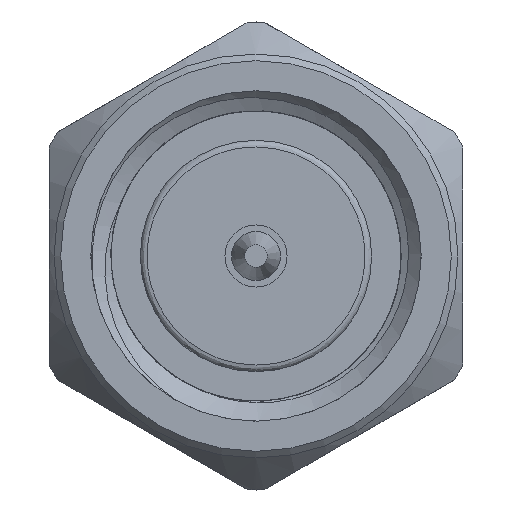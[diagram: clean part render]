
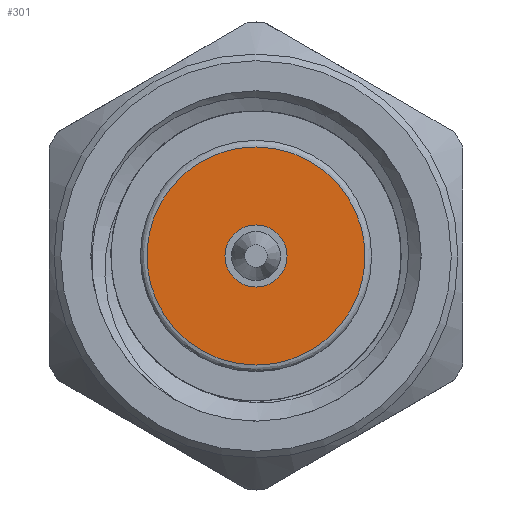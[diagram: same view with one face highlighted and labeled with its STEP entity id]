
A CAD part, left-side view. The second image highlights one B-rep face of the part: STEP entity #301.
In plain terms, the highlighted planar face has unit normal (-1, 0, 0).
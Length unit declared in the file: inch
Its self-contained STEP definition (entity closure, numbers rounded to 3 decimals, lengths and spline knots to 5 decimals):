
#200 = CARTESIAN_POINT ( 'NONE',  ( 0.11, 0., -0.0235 ) ) ;
#301 = ADVANCED_FACE ( 'NONE', ( #2523, #4570 ), #2917, .F. ) ;
#476 =( BOUNDED_CURVE ( )  B_SPLINE_CURVE ( 3, ( #3737, #1718, #1319, #2930 ),
 .UNSPECIFIED., .F., .T. ) 
 B_SPLINE_CURVE_WITH_KNOTS ( ( 4, 4 ),
 ( 0., 1. ),
 .UNSPECIFIED. ) 
 CURVE ( )  GEOMETRIC_REPRESENTATION_ITEM ( )  RATIONAL_B_SPLINE_CURVE ( ( 1., 0.333, 0.333, 1. ) ) 
 REPRESENTATION_ITEM ( '' )  );
#755 = CARTESIAN_POINT ( 'NONE',  ( 0.11, 0., 0.0825 ) ) ;
#1319 = CARTESIAN_POINT ( 'NONE',  ( 0.11, -0.165, -0.0825 ) ) ;
#1401 = AXIS2_PLACEMENT_3D ( 'NONE', #2266, #2632, #4262 ) ;
#1718 = CARTESIAN_POINT ( 'NONE',  ( 0.11, -0.165, 0.0825 ) ) ;
#1792 = EDGE_CURVE ( 'NONE', #2503, #2482, #2069, .T. ) ;
#1939 = EDGE_LOOP ( 'NONE', ( #4650 ) ) ;
#2069 =( BOUNDED_CURVE ( )  B_SPLINE_CURVE ( 3, ( #3760, #3382, #3676, #4584 ),
 .UNSPECIFIED., .F., .F. ) 
 B_SPLINE_CURVE_WITH_KNOTS ( ( 4, 4 ),
 ( 0., 1. ),
 .UNSPECIFIED. ) 
 CURVE ( )  GEOMETRIC_REPRESENTATION_ITEM ( )  RATIONAL_B_SPLINE_CURVE ( ( 1., 0.333, 0.333, 1. ) ) 
 REPRESENTATION_ITEM ( '' )  );
#2160 = CARTESIAN_POINT ( 'NONE',  ( 0.11, 0., 0. ) ) ;
#2184 = DIRECTION ( 'NONE',  ( 1., 0., 0. ) ) ;
#2234 = ORIENTED_EDGE ( 'NONE', *, *, #1792, .F. ) ;
#2266 = CARTESIAN_POINT ( 'NONE',  ( 0.11, 0., 0. ) ) ;
#2339 = EDGE_CURVE ( 'NONE', #3455, #3455, #4791, .T. ) ;
#2417 = CARTESIAN_POINT ( 'NONE',  ( 0.11, 0., -0.0825 ) ) ;
#2482 = VERTEX_POINT ( 'NONE', #755 ) ;
#2503 = VERTEX_POINT ( 'NONE', #2417 ) ;
#2523 = FACE_BOUND ( 'NONE', #1939, .T. ) ;
#2613 = EDGE_LOOP ( 'NONE', ( #2234, #3599 ) ) ;
#2632 = DIRECTION ( 'NONE',  ( -1., 0., 0. ) ) ;
#2862 = AXIS2_PLACEMENT_3D ( 'NONE', #2160, #2184, #3777 ) ;
#2917 = PLANE ( 'NONE',  #2862 ) ;
#2930 = CARTESIAN_POINT ( 'NONE',  ( 0.11, 0., -0.0825 ) ) ;
#3223 = EDGE_CURVE ( 'NONE', #2482, #2503, #476, .T. ) ;
#3382 = CARTESIAN_POINT ( 'NONE',  ( 0.11, 0.165, -0.0825 ) ) ;
#3455 = VERTEX_POINT ( 'NONE', #200 ) ;
#3599 = ORIENTED_EDGE ( 'NONE', *, *, #3223, .F. ) ;
#3676 = CARTESIAN_POINT ( 'NONE',  ( 0.11, 0.165, 0.0825 ) ) ;
#3737 = CARTESIAN_POINT ( 'NONE',  ( 0.11, 0., 0.0825 ) ) ;
#3760 = CARTESIAN_POINT ( 'NONE',  ( 0.11, 0., -0.0825 ) ) ;
#3777 = DIRECTION ( 'NONE',  ( 0., 0., -1. ) ) ;
#4262 = DIRECTION ( 'NONE',  ( 0., 0., -1. ) ) ;
#4570 = FACE_OUTER_BOUND ( 'NONE', #2613, .T. ) ;
#4584 = CARTESIAN_POINT ( 'NONE',  ( 0.11, 0., 0.0825 ) ) ;
#4650 = ORIENTED_EDGE ( 'NONE', *, *, #2339, .F. ) ;
#4791 = CIRCLE ( 'NONE', #1401, 0.0235 ) ;
